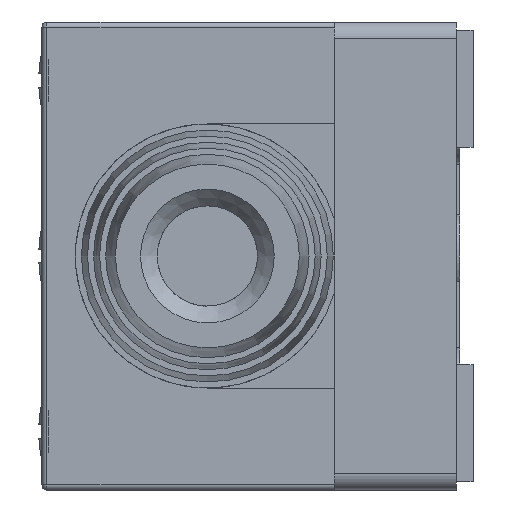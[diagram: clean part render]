
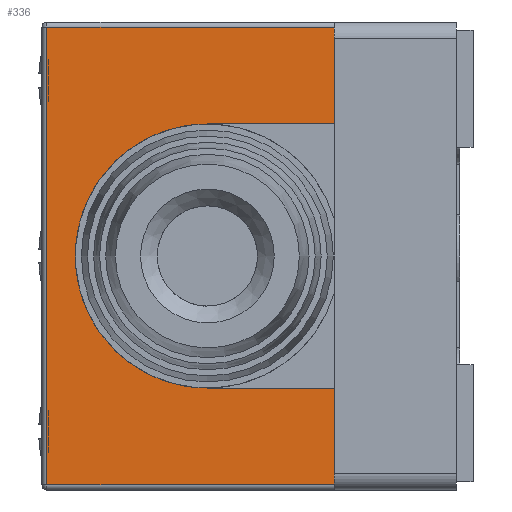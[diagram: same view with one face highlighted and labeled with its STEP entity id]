
A CAD part, left-side view. The second image highlights one B-rep face of the part: STEP entity #336.
In plain terms, the highlighted planar face has unit normal (-1, 0, 0).
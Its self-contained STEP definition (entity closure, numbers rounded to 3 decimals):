
#336=ADVANCED_FACE('',(#2559),#2561,.F.);
#2559=FACE_BOUND('',#2560,.T.);
#2560=EDGE_LOOP('',(#10378,#10379,#10380,#10381,#10382,#10383,#10384,#10385));
#2561=PLANE('',#2562);
#2562=AXIS2_PLACEMENT_3D('',#2563,#2564,#2565);
#2563=CARTESIAN_POINT('',(-22.95,25.8,14.));
#2564=DIRECTION('',(1.,0.,0.));
#2565=DIRECTION('',(0.,0.,-1.));
#10378=ORIENTED_EDGE('',*,*,#12291,.F.);
#10379=ORIENTED_EDGE('',*,*,#12292,.F.);
#10380=ORIENTED_EDGE('',*,*,#12293,.F.);
#10381=ORIENTED_EDGE('',*,*,#12294,.T.);
#10382=ORIENTED_EDGE('',*,*,#12295,.T.);
#10383=ORIENTED_EDGE('',*,*,#12296,.F.);
#10384=ORIENTED_EDGE('',*,*,#12297,.F.);
#10385=ORIENTED_EDGE('',*,*,#12290,.F.);
#12290=EDGE_CURVE('',#14283,#14281,#14285,.T.);
#12291=EDGE_CURVE('',#14286,#14283,#14287,.T.);
#12292=EDGE_CURVE('',#14288,#14286,#14289,.T.);
#12293=EDGE_CURVE('',#14290,#14288,#14291,.T.);
#12294=EDGE_CURVE('',#14290,#14292,#14293,.T.);
#12295=EDGE_CURVE('',#14292,#14294,#14295,.T.);
#12296=EDGE_CURVE('',#14296,#14294,#14297,.T.);
#12297=EDGE_CURVE('',#14281,#14296,#14298,.T.);
#14281=VERTEX_POINT('',#18700);
#14283=VERTEX_POINT('',#18705);
#14285=LINE('',#18710,#18711);
#14286=VERTEX_POINT('',#18713);
#14287=LINE('',#18714,#18715);
#14288=VERTEX_POINT('',#18717);
#14289=LINE('',#18718,#18719);
#14290=VERTEX_POINT('',#18721);
#14291=LINE('',#18722,#18723);
#14292=VERTEX_POINT('',#18725);
#14293=LINE('',#18726,#18727);
#14294=VERTEX_POINT('',#18729);
#14295=CIRCLE('',#18730,7.9);
#14296=VERTEX_POINT('',#18734);
#14297=LINE('',#18735,#18736);
#14298=LINE('',#18738,#18739);
#18700=CARTESIAN_POINT('',(-22.95,8.3,13.7));
#18705=CARTESIAN_POINT('',(-22.95,25.5,13.7));
#18710=CARTESIAN_POINT('',(-22.95,25.5,13.7));
#18711=VECTOR('',#18712,1.);
#18712=DIRECTION('',(0.,-1.,0.));
#18713=CARTESIAN_POINT('',(-22.95,25.5,-13.7));
#18714=CARTESIAN_POINT('',(-22.95,25.5,-13.7));
#18715=VECTOR('',#18716,1.);
#18716=DIRECTION('',(0.,0.,1.));
#18717=CARTESIAN_POINT('',(-22.95,8.3,-13.7));
#18718=CARTESIAN_POINT('',(-22.95,8.3,-13.7));
#18719=VECTOR('',#18720,1.);
#18720=DIRECTION('',(0.,1.,0.));
#18721=CARTESIAN_POINT('',(-22.95,8.3,-7.9));
#18722=CARTESIAN_POINT('',(-22.95,8.3,-7.9));
#18723=VECTOR('',#18724,1.);
#18724=DIRECTION('',(0.,0.,-1.));
#18725=CARTESIAN_POINT('',(-22.95,15.9,-7.9));
#18726=CARTESIAN_POINT('',(-22.95,8.3,-7.9));
#18727=VECTOR('',#18728,1.);
#18728=DIRECTION('',(0.,1.,0.));
#18729=CARTESIAN_POINT('',(-22.95,15.9,7.9));
#18730=AXIS2_PLACEMENT_3D('',#18731,#18732,#18733);
#18731=CARTESIAN_POINT('',(-22.95,15.9,0.));
#18732=DIRECTION('',(1.,0.,0.));
#18733=DIRECTION('',(0.,0.,-1.));
#18734=CARTESIAN_POINT('',(-22.95,8.3,7.9));
#18735=CARTESIAN_POINT('',(-22.95,8.3,7.9));
#18736=VECTOR('',#18737,1.);
#18737=DIRECTION('',(0.,1.,0.));
#18738=CARTESIAN_POINT('',(-22.95,8.3,13.7));
#18739=VECTOR('',#18740,1.);
#18740=DIRECTION('',(0.,0.,-1.));
